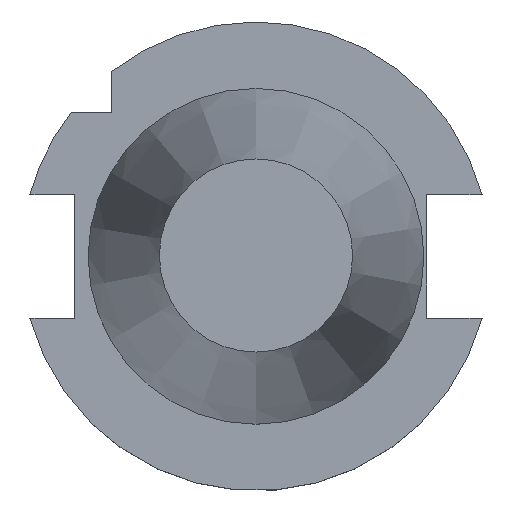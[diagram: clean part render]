
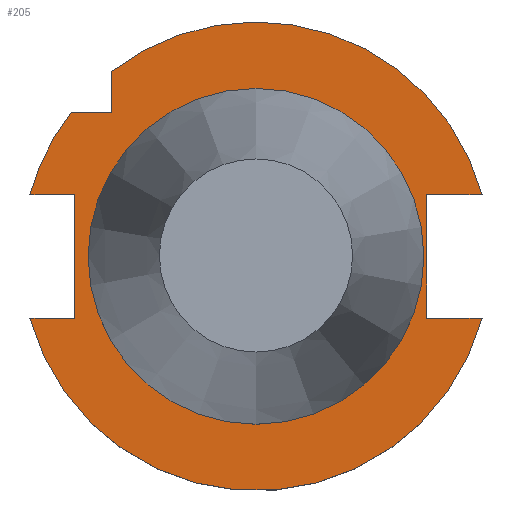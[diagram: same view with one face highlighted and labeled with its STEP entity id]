
A CAD part, top view. The second image highlights one B-rep face of the part: STEP entity #205.
In plain terms, the highlighted planar face has unit normal (0, 0, 1).
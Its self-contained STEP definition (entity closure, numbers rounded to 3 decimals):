
#166=EDGE_CURVE('240[2]',#506,#507,#508,.T.);
#187=EDGE_CURVE('240[2]',#541,#526,#542,.T.);
#205=ADVANCED_FACE('240[2]',(#570,#571),#572,.T.);
#215=EDGE_CURVE('240[2]',#586,#541,#587,.T.);
#219=EDGE_CURVE('240[2]',#593,#526,#594,.T.);
#228=EDGE_CURVE('240[2]',#607,#566,#608,.T.);
#241=EDGE_CURVE('240[2]',#586,#623,#624,.T.);
#260=EDGE_CURVE('240[2]',#652,#506,#653,.T.);
#292=EDGE_CURVE('240[2]',#593,#607,#695,.T.);
#294=EDGE_CURVE('240[2]',#507,#623,#697,.T.);
#335=EDGE_CURVE('240[2]',#754,#754,#755,.T.);
#394=EDGE_CURVE('240[2]',#566,#717,#832,.T.);
#433=EDGE_CURVE('240[2]',#652,#717,#880,.T.);
#506=VERTEX_POINT('',#957);
#507=VERTEX_POINT('',#958);
#508=LINE('',#959,#960);
#526=VERTEX_POINT('',#983);
#541=VERTEX_POINT('',#1006);
#542=LINE('',#1007,#1008);
#566=VERTEX_POINT('',#1043);
#570=FACE_BOUND('',#1049,.T.);
#571=FACE_OUTER_BOUND('',#1050,.T.);
#572=PLANE('',#1051);
#586=VERTEX_POINT('',#1070);
#587=LINE('',#1071,#1072);
#593=VERTEX_POINT('',#1081);
#594=CIRCLE('',#1082,48.75);
#607=VERTEX_POINT('',#1100);
#608=LINE('',#1101,#1102);
#623=VERTEX_POINT('',#1132);
#624=CIRCLE('',#1133,48.75);
#652=VERTEX_POINT('',#1183);
#653=LINE('',#1184,#1185);
#695=LINE('',#1254,#1255);
#697=LINE('',#1258,#1259);
#717=VERTEX_POINT('',#1296);
#754=VERTEX_POINT('',#1351);
#755=CIRCLE('',#1352,34.925);
#832=LINE('',#1637,#1638);
#880=CIRCLE('',#1706,48.75);
#957=CARTESIAN_POINT('',(35.5,-12.85,-3.2));
#958=CARTESIAN_POINT('',(35.5,12.85,-3.2));
#959=CARTESIAN_POINT('',(35.5,20.919,-3.2));
#960=VECTOR('',#1821,1.0);
#983=CARTESIAN_POINT('',(-38.426,30.0,-3.2));
#1006=CARTESIAN_POINT('',(-30.0,30.0,-3.2));
#1007=CARTESIAN_POINT('',(-18.059,30.0,-3.2));
#1008=VECTOR('',#1842,1.0);
#1043=CARTESIAN_POINT('',(-37.7,-12.85,-3.2));
#1049=EDGE_LOOP('',(#1858));
#1050=EDGE_LOOP('',(#1859,#1860,#1861,#1862,#1863,#1864,#1865,#1866,#1867,#1868,#1869));
#1051=AXIS2_PLACEMENT_3D('',#1870,#1871,#1872);
#1070=CARTESIAN_POINT('',(-30.0,38.426,-3.2));
#1071=CARTESIAN_POINT('',(-30.0,38.978,-3.2));
#1072=VECTOR('',#1890,1.0);
#1081=CARTESIAN_POINT('',(-47.026,12.85,-3.2));
#1082=AXIS2_PLACEMENT_3D('',#1892,#1893,#1894);
#1100=CARTESIAN_POINT('',(-37.7,12.85,-3.2));
#1101=CARTESIAN_POINT('',(-37.7,20.919,-3.2));
#1102=VECTOR('',#1907,1.0);
#1132=CARTESIAN_POINT('',(47.026,12.85,-3.2));
#1133=AXIS2_PLACEMENT_3D('',#1925,#1926,#1927);
#1183=CARTESIAN_POINT('',(47.026,-12.85,-3.2));
#1184=CARTESIAN_POINT('',(21.422,-12.85,-3.2));
#1185=VECTOR('',#1952,1.0);
#1254=CARTESIAN_POINT('',(-21.972,12.85,-3.2));
#1255=VECTOR('',#2007,1.0);
#1258=CARTESIAN_POINT('',(21.422,12.85,-3.2));
#1259=VECTOR('',#2008,1.0);
#1296=CARTESIAN_POINT('',(-47.026,-12.85,-3.2));
#1351=CARTESIAN_POINT('',(0.,34.925,-3.2));
#1352=AXIS2_PLACEMENT_3D('',#2060,#2061,#2062);
#1637=CARTESIAN_POINT('',(-21.972,-12.85,-3.2));
#1638=VECTOR('',#2139,1.0);
#1706=AXIS2_PLACEMENT_3D('',#2207,#2208,#2209);
#1821=DIRECTION('',(0.0,1.0,0.));
#1842=DIRECTION('',(-1.0,0.0,0.));
#1858=ORIENTED_EDGE('',*,*,#335,.T.);
#1859=ORIENTED_EDGE('',*,*,#215,.T.);
#1860=ORIENTED_EDGE('',*,*,#187,.T.);
#1861=ORIENTED_EDGE('',*,*,#219,.F.);
#1862=ORIENTED_EDGE('',*,*,#292,.T.);
#1863=ORIENTED_EDGE('',*,*,#228,.T.);
#1864=ORIENTED_EDGE('',*,*,#394,.T.);
#1865=ORIENTED_EDGE('',*,*,#433,.F.);
#1866=ORIENTED_EDGE('',*,*,#260,.T.);
#1867=ORIENTED_EDGE('',*,*,#166,.T.);
#1868=ORIENTED_EDGE('',*,*,#294,.T.);
#1869=ORIENTED_EDGE('',*,*,#241,.F.);
#1870=CARTESIAN_POINT('',(0.,41.838,-3.2));
#1871=DIRECTION('',(0.,0.,1.0));
#1872=DIRECTION('',(0.,-1.0,0.));
#1890=DIRECTION('',(0.0,-1.0,0.));
#1892=CARTESIAN_POINT('',(0.,0.,-3.2));
#1893=DIRECTION('',(0.,0.,-1.0));
#1894=DIRECTION('',(0.,1.0,0.));
#1907=DIRECTION('',(0.0,-1.0,0.));
#1925=CARTESIAN_POINT('',(0.,0.,-3.2));
#1926=DIRECTION('',(0.,0.,-1.0));
#1927=DIRECTION('',(0.,1.0,0.));
#1952=DIRECTION('',(-1.0,0.,0.));
#2007=DIRECTION('',(1.0,0.,0.));
#2008=DIRECTION('',(1.0,0.,0.));
#2060=CARTESIAN_POINT('',(0.,0.,-3.2));
#2061=DIRECTION('',(0.,0.,-1.0));
#2062=DIRECTION('',(0.,1.0,0.));
#2139=DIRECTION('',(-1.0,0.,0.));
#2207=CARTESIAN_POINT('',(0.,0.,-3.2));
#2208=DIRECTION('',(0.,0.,-1.0));
#2209=DIRECTION('',(0.,1.0,0.));
